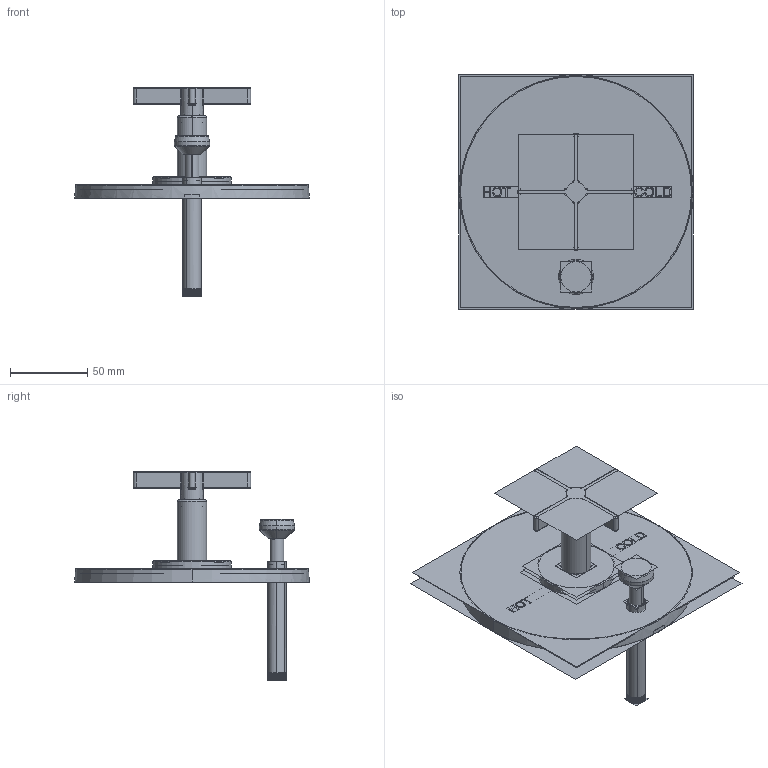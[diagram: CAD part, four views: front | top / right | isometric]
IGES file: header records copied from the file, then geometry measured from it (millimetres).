
Start section:  PTC IGES file: 5-3332bp_asm.igs
Global section: file name: 5-3332bp_asm.igs; native system: Creo Parametric by PTC Inc.; preprocessor: 2018400; author: jinson.thomas; organization: Unknown; date: 20200915.103351; units: inch
Bounding box: 152.4 x 152.4 x 135.92 mm (x, y, z)
Volume: 164624.4 mm3; surface area: 809029.5 mm2
Topology: 7 solids, 7 shells, 1042 faces, 5727 edges, 7559 vertices
Faces by surface type: revolution 514, bspline 376, extrusion 152
